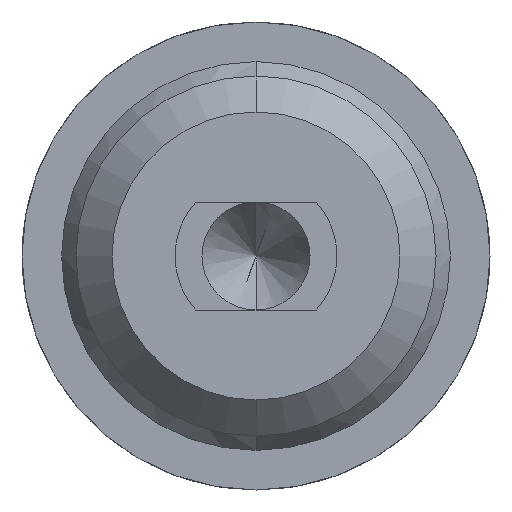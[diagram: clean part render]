
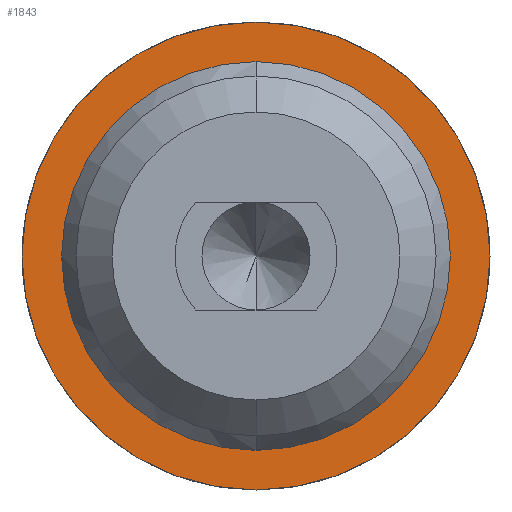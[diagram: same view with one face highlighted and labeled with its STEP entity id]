
A CAD part, front view. The second image highlights one B-rep face of the part: STEP entity #1843.
In plain terms, the highlighted planar face has unit normal (0, -1, 0).
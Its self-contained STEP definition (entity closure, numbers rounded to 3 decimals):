
#43 = ORIENTED_EDGE ( 'NONE', *, *, #3110, .F. ) ;
#52 = DIRECTION ( 'NONE',  ( 0., -1., 0. ) ) ;
#330 = CARTESIAN_POINT ( 'NONE',  ( 0., 27.9, 0. ) ) ;
#667 = ORIENTED_EDGE ( 'NONE', *, *, #2250, .T. ) ;
#844 = ORIENTED_EDGE ( 'NONE', *, *, #1814, .F. ) ;
#870 = CARTESIAN_POINT ( 'NONE',  ( 1.08, 27.9, 0. ) ) ;
#1027 = VERTEX_POINT ( 'NONE', #1615 ) ;
#1061 = CIRCLE ( 'NONE', #2404, 1.3 ) ;
#1072 = AXIS2_PLACEMENT_3D ( 'NONE', #330, #4183, #2199 ) ;
#1191 = PLANE ( 'NONE',  #2270 ) ;
#1300 = CARTESIAN_POINT ( 'NONE',  ( 0., 27.9, 1.3 ) ) ;
#1301 = EDGE_LOOP ( 'NONE', ( #844, #43 ) ) ;
#1526 = AXIS2_PLACEMENT_3D ( 'NONE', #4344, #1586, #3545 ) ;
#1573 = DIRECTION ( 'NONE',  ( 0., 0., -1. ) ) ;
#1586 = DIRECTION ( 'NONE',  ( 0., -1., 0. ) ) ;
#1599 = CARTESIAN_POINT ( 'NONE',  ( 0., 27.9, 0. ) ) ;
#1615 = CARTESIAN_POINT ( 'NONE',  ( 0., 27.9, -1.08 ) ) ;
#1652 = CIRCLE ( 'NONE', #1526, 1.3 ) ;
#1814 = EDGE_CURVE ( 'Defeature ausgef�hrt3_6+Defeature ausgef�hrt3_7+Defeature ausgef�hrt3_7+Defeature ausgef�hrt3_7', #1027, #4097, #4233, .T. ) ;
#1843 = ADVANCED_FACE ( 'Defeature ausgef�hrt3_7', ( #2690, #4646 ), #1191, .T. ) ;
#1984 = EDGE_LOOP ( 'NONE', ( #4528, #667 ) ) ;
#2064 = CARTESIAN_POINT ( 'NONE',  ( 0., 27.9, -1.3 ) ) ;
#2199 = DIRECTION ( 'NONE',  ( 0., 0., -1. ) ) ;
#2250 = EDGE_CURVE ( 'Defeature ausgef�hrt3_7+Defeature ausgef�hrt3_8+Defeature ausgef�hrt3_8+Defeature ausgef�hrt3_8', #4876, #2909, #1652, .T. ) ;
#2270 = AXIS2_PLACEMENT_3D ( 'NONE', #870, #52, #4649 ) ;
#2404 = AXIS2_PLACEMENT_3D ( 'NONE', #4622, #3827, #1573 ) ;
#2420 = DIRECTION ( 'NONE',  ( 0., -1., 0. ) ) ;
#2690 = FACE_OUTER_BOUND ( 'NONE', #1984, .T. ) ;
#2909 = VERTEX_POINT ( 'NONE', #2064 ) ;
#3051 = EDGE_CURVE ( 'Defeature ausgef�hrt3_7+Defeature ausgef�hrt3_8+Defeature ausgef�hrt3_8+Defeature ausgef�hrt3_8', #2909, #4876, #1061, .T. ) ;
#3110 = EDGE_CURVE ( 'Defeature ausgef�hrt3_6+Defeature ausgef�hrt3_7+Defeature ausgef�hrt3_7+Defeature ausgef�hrt3_7', #4097, #1027, #3714, .T. ) ;
#3169 = DIRECTION ( 'NONE',  ( 0., 0., -1. ) ) ;
#3545 = DIRECTION ( 'NONE',  ( 0., 0., -1. ) ) ;
#3714 = CIRCLE ( 'NONE', #4325, 1.08 ) ;
#3827 = DIRECTION ( 'NONE',  ( 0., -1., 0. ) ) ;
#3907 = CARTESIAN_POINT ( 'NONE',  ( 0., 27.9, 1.08 ) ) ;
#4097 = VERTEX_POINT ( 'NONE', #3907 ) ;
#4183 = DIRECTION ( 'NONE',  ( 0., -1., 0. ) ) ;
#4233 = CIRCLE ( 'NONE', #1072, 1.08 ) ;
#4325 = AXIS2_PLACEMENT_3D ( 'NONE', #1599, #2420, #3169 ) ;
#4344 = CARTESIAN_POINT ( 'NONE',  ( 0., 27.9, 0. ) ) ;
#4528 = ORIENTED_EDGE ( 'NONE', *, *, #3051, .T. ) ;
#4622 = CARTESIAN_POINT ( 'NONE',  ( 0., 27.9, 0. ) ) ;
#4646 = FACE_BOUND ( 'NONE', #1301, .T. ) ;
#4649 = DIRECTION ( 'NONE',  ( 0., 0., -1. ) ) ;
#4876 = VERTEX_POINT ( 'NONE', #1300 ) ;
